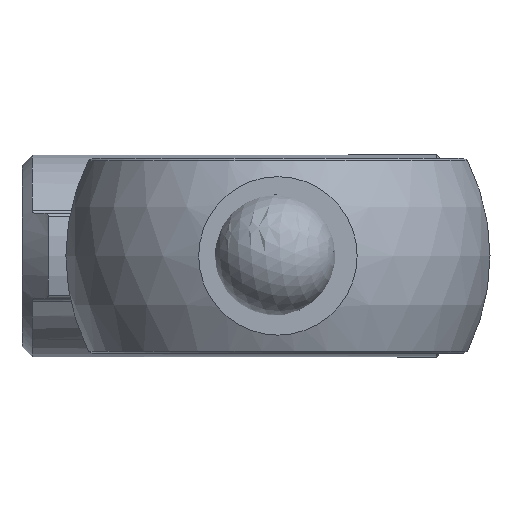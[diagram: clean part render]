
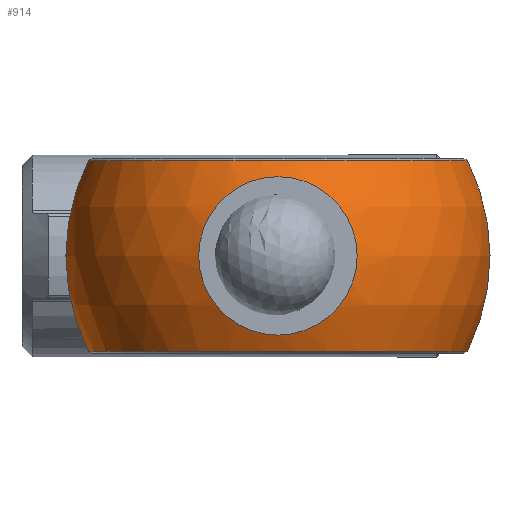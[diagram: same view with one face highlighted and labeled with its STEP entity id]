
A CAD part, left-side view. The second image highlights one B-rep face of the part: STEP entity #914.
In plain terms, the highlighted spherical face has radius 8.731 mm.
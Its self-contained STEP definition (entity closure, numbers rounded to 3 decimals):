
#98=FACE_BOUND('',#302,.T.);
#118=SPHERICAL_SURFACE('',#982,8.731);
#242=FACE_OUTER_BOUND('',#301,.T.);
#301=EDGE_LOOP('',(#660,#661,#662,#663));
#302=EDGE_LOOP('',(#664));
#378=CIRCLE('',#977,7.806);
#380=CIRCLE('',#980,8.7);
#382=CIRCLE('',#983,8.7);
#383=CIRCLE('',#984,7.806);
#384=CIRCLE('',#985,3.25);
#431=VERTEX_POINT('',#1350);
#432=VERTEX_POINT('',#1354);
#434=VERTEX_POINT('',#1362);
#439=VERTEX_POINT('',#1376);
#440=VERTEX_POINT('',#1379);
#523=EDGE_CURVE('',#431,#432,#378,.T.);
#526=EDGE_CURVE('',#432,#434,#380,.T.);
#532=EDGE_CURVE('',#439,#431,#382,.T.);
#533=EDGE_CURVE('',#434,#439,#383,.T.);
#534=EDGE_CURVE('',#440,#440,#384,.T.);
#660=ORIENTED_EDGE('',*,*,#523,.F.);
#661=ORIENTED_EDGE('',*,*,#532,.F.);
#662=ORIENTED_EDGE('',*,*,#533,.F.);
#663=ORIENTED_EDGE('',*,*,#526,.F.);
#664=ORIENTED_EDGE('',*,*,#534,.T.);
#914=ADVANCED_FACE('',(#242,#98),#118,.T.);
#977=AXIS2_PLACEMENT_3D('',#1355,#1087,#1088);
#980=AXIS2_PLACEMENT_3D('',#1363,#1093,#1094);
#982=AXIS2_PLACEMENT_3D('',#1375,#1100,#1101);
#983=AXIS2_PLACEMENT_3D('',#1377,#1102,#1103);
#984=AXIS2_PLACEMENT_3D('',#1378,#1104,#1105);
#985=AXIS2_PLACEMENT_3D('',#1380,#1106,#1107);
#1087=DIRECTION('center_axis',(0.,0.,-1.));
#1088=DIRECTION('ref_axis',(0.,-1.,0.));
#1093=DIRECTION('center_axis',(1.,0.,0.));
#1094=DIRECTION('ref_axis',(0.,0.,-1.));
#1100=DIRECTION('center_axis',(0.,0.,1.));
#1101=DIRECTION('ref_axis',(1.,0.,0.));
#1102=DIRECTION('center_axis',(1.,0.,0.));
#1103=DIRECTION('ref_axis',(0.,0.,-1.));
#1104=DIRECTION('center_axis',(0.,0.,1.));
#1105=DIRECTION('ref_axis',(0.,1.,0.));
#1106=DIRECTION('center_axis',(1.,0.,0.));
#1107=DIRECTION('ref_axis',(0.,-1.,0.));
#1350=CARTESIAN_POINT('',(8.,-7.771,-3.911));
#1354=CARTESIAN_POINT('',(8.,7.771,-3.911));
#1355=CARTESIAN_POINT('Origin',(8.731,0.,-3.911));
#1362=CARTESIAN_POINT('',(8.,7.771,3.911));
#1363=CARTESIAN_POINT('Origin',(8.,0.,0.));
#1375=CARTESIAN_POINT('Origin',(8.731,0.,0.));
#1376=CARTESIAN_POINT('',(8.,-7.771,3.911));
#1377=CARTESIAN_POINT('Origin',(8.,0.,0.));
#1378=CARTESIAN_POINT('Origin',(8.731,0.,3.911));
#1379=CARTESIAN_POINT('',(0.627,3.25,0.));
#1380=CARTESIAN_POINT('Origin',(0.627,0.,0.));
